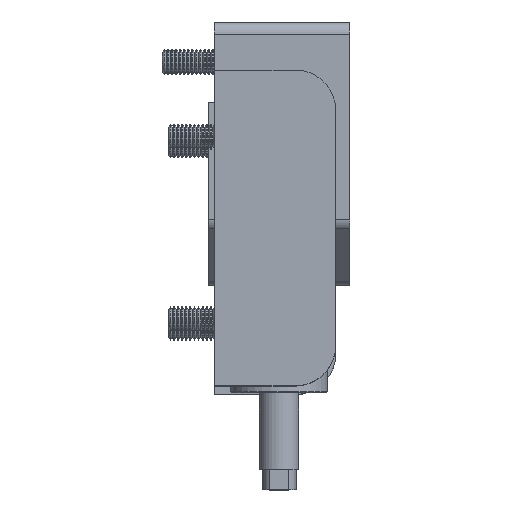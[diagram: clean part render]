
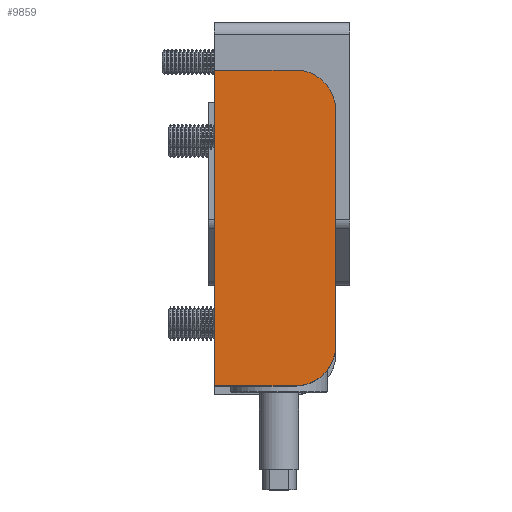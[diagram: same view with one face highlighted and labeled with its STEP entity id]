
A CAD part, top view. The second image highlights one B-rep face of the part: STEP entity #9859.
In plain terms, the highlighted planar face has unit normal (0, 0, 1).
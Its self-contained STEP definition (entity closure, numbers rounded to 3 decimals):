
#479 = AXIS2_PLACEMENT_3D ( 'NONE', #800, #9436, #2303 ) ;
#685 = DIRECTION ( 'NONE',  ( 0., 0., -1. ) ) ;
#788 = FACE_OUTER_BOUND ( 'NONE', #5341, .T. ) ;
#800 = CARTESIAN_POINT ( 'NONE',  ( 29., 5., 35. ) ) ;
#1070 = ORIENTED_EDGE ( 'NONE', *, *, #7720, .T. ) ;
#1179 = CARTESIAN_POINT ( 'NONE',  ( 39., -15., 35. ) ) ;
#1510 = DIRECTION ( 'NONE',  ( 1., 0., 0. ) ) ;
#1668 = EDGE_CURVE ( 'NONE', #1864, #8185, #6859, .T. ) ;
#1864 = VERTEX_POINT ( 'NONE', #8122 ) ;
#2066 = LINE ( 'NONE', #5239, #2132 ) ;
#2132 = VECTOR ( 'NONE', #8422, 1000. ) ;
#2140 = CARTESIAN_POINT ( 'NONE',  ( -39., 5., 35. ) ) ;
#2303 = DIRECTION ( 'NONE',  ( -1., 0., 0. ) ) ;
#2316 = VERTEX_POINT ( 'NONE', #6215 ) ;
#2351 = AXIS2_PLACEMENT_3D ( 'NONE', #2962, #8665, #4545 ) ;
#2566 = EDGE_CURVE ( 'NONE', #8318, #4039, #3191, .T. ) ;
#2902 = DIRECTION ( 'NONE',  ( -1., 0., 0. ) ) ;
#2962 = CARTESIAN_POINT ( 'NONE',  ( -29., 5., 35. ) ) ;
#3068 = PLANE ( 'NONE',  #4661 ) ;
#3178 = ORIENTED_EDGE ( 'NONE', *, *, #2566, .T. ) ;
#3191 = CIRCLE ( 'NONE', #2351, 10. ) ;
#3886 = DIRECTION ( 'NONE',  ( 0., -1., 0. ) ) ;
#4039 = VERTEX_POINT ( 'NONE', #2140 ) ;
#4150 = VECTOR ( 'NONE', #1510, 1000. ) ;
#4384 = CARTESIAN_POINT ( 'NONE',  ( 39., 5., 35. ) ) ;
#4545 = DIRECTION ( 'NONE',  ( -1., 0., 0. ) ) ;
#4658 = LINE ( 'NONE', #7822, #9651 ) ;
#4661 = AXIS2_PLACEMENT_3D ( 'NONE', #4696, #685, #2902 ) ;
#4696 = CARTESIAN_POINT ( 'NONE',  ( 0., 0., 35. ) ) ;
#5239 = CARTESIAN_POINT ( 'NONE',  ( -39., 15., 35. ) ) ;
#5240 = VERTEX_POINT ( 'NONE', #4384 ) ;
#5341 = EDGE_LOOP ( 'NONE', ( #6738, #3178, #7058, #9324, #9200, #1070 ) ) ;
#5621 = CARTESIAN_POINT ( 'NONE',  ( 39., -15., 35. ) ) ;
#6215 = CARTESIAN_POINT ( 'NONE',  ( 29., 15., 35. ) ) ;
#6624 = VECTOR ( 'NONE', #8817, 1000. ) ;
#6738 = ORIENTED_EDGE ( 'NONE', *, *, #9300, .T. ) ;
#6859 = LINE ( 'NONE', #10052, #4150 ) ;
#7058 = ORIENTED_EDGE ( 'NONE', *, *, #9757, .T. ) ;
#7720 = EDGE_CURVE ( 'NONE', #5240, #2316, #9618, .T. ) ;
#7779 = CARTESIAN_POINT ( 'NONE',  ( -29., 15., 35. ) ) ;
#7822 = CARTESIAN_POINT ( 'NONE',  ( -39., -15., 35. ) ) ;
#8122 = CARTESIAN_POINT ( 'NONE',  ( -39., -15., 35. ) ) ;
#8185 = VERTEX_POINT ( 'NONE', #1179 ) ;
#8318 = VERTEX_POINT ( 'NONE', #7779 ) ;
#8422 = DIRECTION ( 'NONE',  ( -1., 0., 0. ) ) ;
#8665 = DIRECTION ( 'NONE',  ( 0., 0., 1. ) ) ;
#8745 = EDGE_CURVE ( 'NONE', #8185, #5240, #9486, .T. ) ;
#8817 = DIRECTION ( 'NONE',  ( 0., 1., 0. ) ) ;
#9200 = ORIENTED_EDGE ( 'NONE', *, *, #8745, .T. ) ;
#9300 = EDGE_CURVE ( 'NONE', #2316, #8318, #2066, .T. ) ;
#9324 = ORIENTED_EDGE ( 'NONE', *, *, #1668, .T. ) ;
#9436 = DIRECTION ( 'NONE',  ( 0., 0., 1. ) ) ;
#9486 = LINE ( 'NONE', #5621, #6624 ) ;
#9618 = CIRCLE ( 'NONE', #479, 10. ) ;
#9651 = VECTOR ( 'NONE', #3886, 1000. ) ;
#9757 = EDGE_CURVE ( 'NONE', #4039, #1864, #4658, .T. ) ;
#9859 = ADVANCED_FACE ( 'NONE', ( #788 ), #3068, .F. ) ;
#10052 = CARTESIAN_POINT ( 'NONE',  ( -39., -15., 35. ) ) ;
